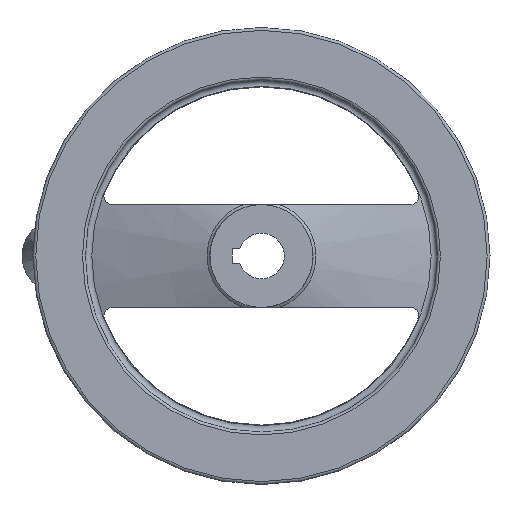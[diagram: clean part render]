
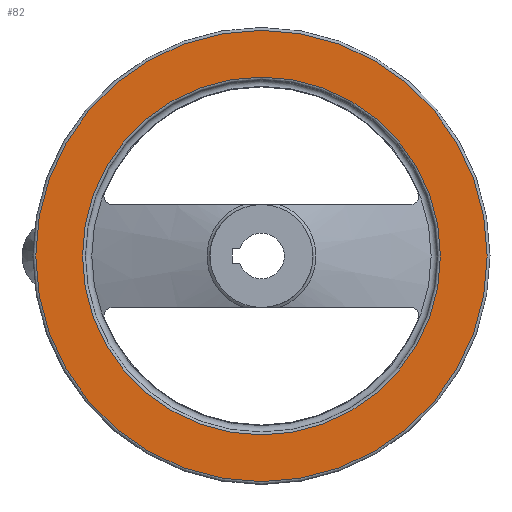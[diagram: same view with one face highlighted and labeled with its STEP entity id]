
A CAD part, left-side view. The second image highlights one B-rep face of the part: STEP entity #82.
In plain terms, the highlighted planar face has unit normal (-1, 0, 0).
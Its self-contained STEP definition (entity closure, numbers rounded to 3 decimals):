
#82 = ADVANCED_FACE( '', ( #189, #190 ), #191, .F. );
#189 = FACE_OUTER_BOUND( '', #325, .T. );
#190 = FACE_BOUND( '', #326, .T. );
#191 = PLANE( '', #327 );
#325 = EDGE_LOOP( '', ( #538 ) );
#326 = EDGE_LOOP( '', ( #539 ) );
#327 = AXIS2_PLACEMENT_3D( '', #540, #541, #542 );
#538 = ORIENTED_EDGE( '', *, *, #737, .F. );
#539 = ORIENTED_EDGE( '', *, *, #786, .T. );
#540 = CARTESIAN_POINT( '', ( 19., 62.64, 0. ) );
#541 = DIRECTION( '', ( 1., 0., 0. ) );
#542 = DIRECTION( '', ( 0., 0., -1. ) );
#737 = EDGE_CURVE( '', #847, #847, #848, .T. );
#786 = EDGE_CURVE( '', #927, #927, #928, .T. );
#847 = VERTEX_POINT( '', #1009 );
#848 = CIRCLE( '', #1010, 79. );
#927 = VERTEX_POINT( '', #1300 );
#928 = CIRCLE( '', #1301, 62.64 );
#1009 = CARTESIAN_POINT( '', ( 19., 0., -79. ) );
#1010 = AXIS2_PLACEMENT_3D( '', #1512, #1513, #1514 );
#1300 = CARTESIAN_POINT( '', ( 19., 0., -62.64 ) );
#1301 = AXIS2_PLACEMENT_3D( '', #1569, #1570, #1571 );
#1512 = CARTESIAN_POINT( '', ( 19., 0., 0. ) );
#1513 = DIRECTION( '', ( 1., 0., 0. ) );
#1514 = DIRECTION( '', ( 0., 0., -1. ) );
#1569 = CARTESIAN_POINT( '', ( 19., 0., 0. ) );
#1570 = DIRECTION( '', ( 1., 0., 0. ) );
#1571 = DIRECTION( '', ( 0., 0., -1. ) );
